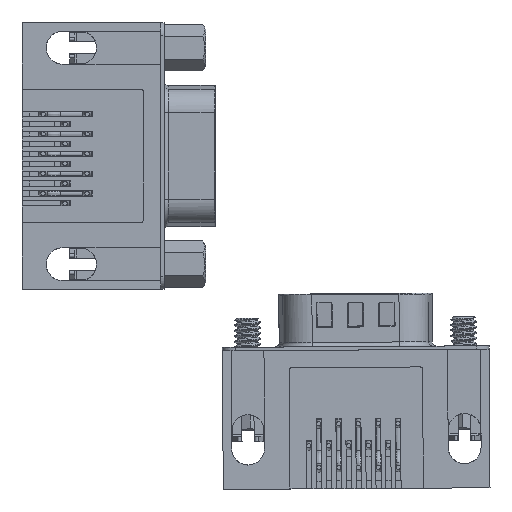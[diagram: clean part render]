
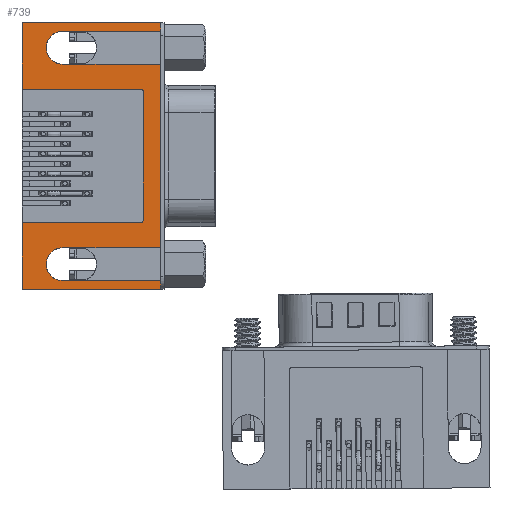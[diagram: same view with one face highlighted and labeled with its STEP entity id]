
A CAD part, front view. The second image highlights one B-rep face of the part: STEP entity #739.
In plain terms, the highlighted free-form (B-spline) face has degree [1, 1] with [2, 2] control points.
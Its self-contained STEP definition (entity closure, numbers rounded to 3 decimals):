
#391 = VERTEX_POINT('',#392);
#392 = CARTESIAN_POINT('',(-19.881,0.,
    9.568));
#397 = EDGE_CURVE('',#398,#391,#400,.T.);
#398 = VERTEX_POINT('',#399);
#399 = CARTESIAN_POINT('',(-19.881,0.,
    19.136));
#400 = B_SPLINE_CURVE_WITH_KNOTS('',1,(#401,#402),.UNSPECIFIED.,.F.,.F.,
  (2,2),(0.,7.7),.PIECEWISE_BEZIER_KNOTS.);
#401 = CARTESIAN_POINT('',(-19.881,0.,
    19.136));
#402 = CARTESIAN_POINT('',(-19.881,0.,
    9.568));
#519 = VERTEX_POINT('',#520);
#520 = CARTESIAN_POINT('',(-19.881,0.,
    -19.136));
#525 = EDGE_CURVE('',#526,#519,#528,.T.);
#526 = VERTEX_POINT('',#527);
#527 = CARTESIAN_POINT('',(-19.881,0.,
    -9.568));
#528 = B_SPLINE_CURVE_WITH_KNOTS('',1,(#529,#530),.UNSPECIFIED.,.F.,.F.,
  (2,2),(23.1,30.8),.PIECEWISE_BEZIER_KNOTS.);
#529 = CARTESIAN_POINT('',(-19.881,0.,
    -9.568));
#530 = CARTESIAN_POINT('',(-19.881,0.,
    -19.136));
#563 = VERTEX_POINT('',#564);
#564 = CARTESIAN_POINT('',(0.,0.,19.136));
#569 = EDGE_CURVE('',#563,#570,#572,.T.);
#570 = VERTEX_POINT('',#571);
#571 = CARTESIAN_POINT('',(0.,0.,17.893));
#572 = B_SPLINE_CURVE_WITH_KNOTS('',1,(#573,#574),.UNSPECIFIED.,.F.,.F.,
  (2,2),(0.,1.),.PIECEWISE_BEZIER_KNOTS.);
#573 = CARTESIAN_POINT('',(0.,0.,19.136));
#574 = CARTESIAN_POINT('',(0.,0.,17.893));
#591 = VERTEX_POINT('',#592);
#592 = CARTESIAN_POINT('',(0.,0.,13.171));
#597 = EDGE_CURVE('',#591,#598,#600,.T.);
#598 = VERTEX_POINT('',#599);
#599 = CARTESIAN_POINT('',(0.,0.,-13.171));
#600 = B_SPLINE_CURVE_WITH_KNOTS('',1,(#601,#602),.UNSPECIFIED.,.F.,.F.,
  (2,2),(4.8,26.),.PIECEWISE_BEZIER_KNOTS.);
#601 = CARTESIAN_POINT('',(0.,0.,13.171));
#602 = CARTESIAN_POINT('',(0.,0.,-13.171));
#619 = VERTEX_POINT('',#620);
#620 = CARTESIAN_POINT('',(0.,0.,-17.893));
#625 = EDGE_CURVE('',#619,#626,#628,.T.);
#626 = VERTEX_POINT('',#627);
#627 = CARTESIAN_POINT('',(0.,0.,-19.136));
#628 = B_SPLINE_CURVE_WITH_KNOTS('',1,(#629,#630),.UNSPECIFIED.,.F.,.F.,
  (2,2),(29.8,30.8),.PIECEWISE_BEZIER_KNOTS.);
#629 = CARTESIAN_POINT('',(0.,0.,-17.893));
#630 = CARTESIAN_POINT('',(0.,0.,-19.136));
#739 = ADVANCED_FACE('',(#740),#836,.F.);
#740 = FACE_BOUND('',#741,.T.);
#741 = EDGE_LOOP('',(#742,#743,#750,#758,#765,#773,#778,#779,#784,#785,
    #792,#802,#807,#808,#815,#825,#830,#831));
#742 = ORIENTED_EDGE('',*,*,#397,.T.);
#743 = ORIENTED_EDGE('',*,*,#744,.F.);
#744 = EDGE_CURVE('',#745,#391,#747,.T.);
#745 = VERTEX_POINT('',#746);
#746 = CARTESIAN_POINT('',(-2.858,0.,
    9.568));
#747 = B_SPLINE_CURVE_WITH_KNOTS('',1,(#748,#749),.UNSPECIFIED.,.F.,.F.,
  (2,2),(-13.7,0.),.PIECEWISE_BEZIER_KNOTS.);
#748 = CARTESIAN_POINT('',(-2.858,0.,
    9.568));
#749 = CARTESIAN_POINT('',(-19.881,0.,
    9.568));
#750 = ORIENTED_EDGE('',*,*,#751,.T.);
#751 = EDGE_CURVE('',#745,#752,#754,.T.);
#752 = VERTEX_POINT('',#753);
#753 = CARTESIAN_POINT('',(-2.485,0.,
    9.195));
#754 = ( BOUNDED_CURVE() B_SPLINE_CURVE(2,(#755,#756,#757),
.UNSPECIFIED.,.F.,.F.) B_SPLINE_CURVE_WITH_KNOTS((3,3),(4.712,
6.283),.PIECEWISE_BEZIER_KNOTS.) CURVE() 
GEOMETRIC_REPRESENTATION_ITEM() RATIONAL_B_SPLINE_CURVE((1.,
0.707,1.)) REPRESENTATION_ITEM('') );
#755 = CARTESIAN_POINT('',(-2.858,0.,
    9.568));
#756 = CARTESIAN_POINT('',(-2.485,0.,
    9.568));
#757 = CARTESIAN_POINT('',(-2.485,0.,
    9.195));
#758 = ORIENTED_EDGE('',*,*,#759,.F.);
#759 = EDGE_CURVE('',#760,#752,#762,.T.);
#760 = VERTEX_POINT('',#761);
#761 = CARTESIAN_POINT('',(-2.485,0.,
    -9.195));
#762 = B_SPLINE_CURVE_WITH_KNOTS('',1,(#763,#764),.UNSPECIFIED.,.F.,.F.,
  (2,2),(0.3,15.1),.PIECEWISE_BEZIER_KNOTS.);
#763 = CARTESIAN_POINT('',(-2.485,0.,
    -9.195));
#764 = CARTESIAN_POINT('',(-2.485,0.,
    9.195));
#765 = ORIENTED_EDGE('',*,*,#766,.T.);
#766 = EDGE_CURVE('',#760,#767,#769,.T.);
#767 = VERTEX_POINT('',#768);
#768 = CARTESIAN_POINT('',(-2.858,0.,
    -9.568));
#769 = ( BOUNDED_CURVE() B_SPLINE_CURVE(2,(#770,#771,#772),
.UNSPECIFIED.,.F.,.F.) B_SPLINE_CURVE_WITH_KNOTS((3,3),(0.,
1.571),.PIECEWISE_BEZIER_KNOTS.) CURVE() 
GEOMETRIC_REPRESENTATION_ITEM() RATIONAL_B_SPLINE_CURVE((1.,
0.707,1.)) REPRESENTATION_ITEM('') );
#770 = CARTESIAN_POINT('',(-2.485,0.,
    -9.195));
#771 = CARTESIAN_POINT('',(-2.485,0.,
    -9.568));
#772 = CARTESIAN_POINT('',(-2.858,0.,
    -9.568));
#773 = ORIENTED_EDGE('',*,*,#774,.F.);
#774 = EDGE_CURVE('',#526,#767,#775,.T.);
#775 = B_SPLINE_CURVE_WITH_KNOTS('',1,(#776,#777),.UNSPECIFIED.,.F.,.F.,
  (2,2),(0.,13.7),.PIECEWISE_BEZIER_KNOTS.);
#776 = CARTESIAN_POINT('',(-19.881,0.,
    -9.568));
#777 = CARTESIAN_POINT('',(-2.858,0.,
    -9.568));
#778 = ORIENTED_EDGE('',*,*,#525,.T.);
#779 = ORIENTED_EDGE('',*,*,#780,.T.);
#780 = EDGE_CURVE('',#519,#626,#781,.T.);
#781 = B_SPLINE_CURVE_WITH_KNOTS('',1,(#782,#783),.UNSPECIFIED.,.F.,.F.,
  (2,2),(-16.,0.),.PIECEWISE_BEZIER_KNOTS.);
#782 = CARTESIAN_POINT('',(-19.881,0.,
    -19.136));
#783 = CARTESIAN_POINT('',(0.,0.,-19.136));
#784 = ORIENTED_EDGE('',*,*,#625,.F.);
#785 = ORIENTED_EDGE('',*,*,#786,.T.);
#786 = EDGE_CURVE('',#619,#787,#789,.T.);
#787 = VERTEX_POINT('',#788);
#788 = CARTESIAN_POINT('',(-14.041,0.,
    -17.893));
#789 = B_SPLINE_CURVE_WITH_KNOTS('',1,(#790,#791),.UNSPECIFIED.,.F.,.F.,
  (2,2),(-11.3,0.),.PIECEWISE_BEZIER_KNOTS.);
#790 = CARTESIAN_POINT('',(0.,0.,
    -17.893));
#791 = CARTESIAN_POINT('',(-14.041,0.,
    -17.893));
#792 = ORIENTED_EDGE('',*,*,#793,.T.);
#793 = EDGE_CURVE('',#787,#794,#796,.T.);
#794 = VERTEX_POINT('',#795);
#795 = CARTESIAN_POINT('',(-14.041,0.,
    -13.171));
#796 = ( BOUNDED_CURVE() B_SPLINE_CURVE(2,(#797,#798,#799,#800,#801),
.UNSPECIFIED.,.F.,.F.) B_SPLINE_CURVE_WITH_KNOTS((3,2,3),(1.571
,3.142,4.712),.PIECEWISE_BEZIER_KNOTS.) CURVE() 
GEOMETRIC_REPRESENTATION_ITEM() RATIONAL_B_SPLINE_CURVE((1.,
0.707,1.,0.707,1.)) REPRESENTATION_ITEM('') );
#797 = CARTESIAN_POINT('',(-14.041,0.,
    -17.893));
#798 = CARTESIAN_POINT('',(-16.402,0.,
    -17.893));
#799 = CARTESIAN_POINT('',(-16.402,0.,
    -15.532));
#800 = CARTESIAN_POINT('',(-16.402,0.,
    -13.171));
#801 = CARTESIAN_POINT('',(-14.041,0.,
    -13.171));
#802 = ORIENTED_EDGE('',*,*,#803,.T.);
#803 = EDGE_CURVE('',#794,#598,#804,.T.);
#804 = B_SPLINE_CURVE_WITH_KNOTS('',1,(#805,#806),.UNSPECIFIED.,.F.,.F.,
  (2,2),(-11.3,0.),.PIECEWISE_BEZIER_KNOTS.);
#805 = CARTESIAN_POINT('',(-14.041,0.,
    -13.171));
#806 = CARTESIAN_POINT('',(0.,0.,-13.171));
#807 = ORIENTED_EDGE('',*,*,#597,.F.);
#808 = ORIENTED_EDGE('',*,*,#809,.F.);
#809 = EDGE_CURVE('',#810,#591,#812,.T.);
#810 = VERTEX_POINT('',#811);
#811 = CARTESIAN_POINT('',(-14.041,0.,
    13.171));
#812 = B_SPLINE_CURVE_WITH_KNOTS('',1,(#813,#814),.UNSPECIFIED.,.F.,.F.,
  (2,2),(-11.3,0.),.PIECEWISE_BEZIER_KNOTS.);
#813 = CARTESIAN_POINT('',(-14.041,0.,
    13.171));
#814 = CARTESIAN_POINT('',(0.,0.,13.171));
#815 = ORIENTED_EDGE('',*,*,#816,.F.);
#816 = EDGE_CURVE('',#817,#810,#819,.T.);
#817 = VERTEX_POINT('',#818);
#818 = CARTESIAN_POINT('',(-14.041,0.,
    17.893));
#819 = ( BOUNDED_CURVE() B_SPLINE_CURVE(2,(#820,#821,#822,#823,#824),
.UNSPECIFIED.,.F.,.F.) B_SPLINE_CURVE_WITH_KNOTS((3,2,3),(1.571
,3.142,4.712),.PIECEWISE_BEZIER_KNOTS.) CURVE() 
GEOMETRIC_REPRESENTATION_ITEM() RATIONAL_B_SPLINE_CURVE((1.,
0.707,1.,0.707,1.)) REPRESENTATION_ITEM('') );
#820 = CARTESIAN_POINT('',(-14.041,0.,
    17.893));
#821 = CARTESIAN_POINT('',(-16.402,0.,
    17.893));
#822 = CARTESIAN_POINT('',(-16.402,0.,
    15.532));
#823 = CARTESIAN_POINT('',(-16.402,0.,
    13.171));
#824 = CARTESIAN_POINT('',(-14.041,0.,
    13.171));
#825 = ORIENTED_EDGE('',*,*,#826,.F.);
#826 = EDGE_CURVE('',#570,#817,#827,.T.);
#827 = B_SPLINE_CURVE_WITH_KNOTS('',1,(#828,#829),.UNSPECIFIED.,.F.,.F.,
  (2,2),(-11.3,0.),.PIECEWISE_BEZIER_KNOTS.);
#828 = CARTESIAN_POINT('',(0.,0.,
    17.893));
#829 = CARTESIAN_POINT('',(-14.041,0.,
    17.893));
#830 = ORIENTED_EDGE('',*,*,#569,.F.);
#831 = ORIENTED_EDGE('',*,*,#832,.F.);
#832 = EDGE_CURVE('',#398,#563,#833,.T.);
#833 = B_SPLINE_CURVE_WITH_KNOTS('',1,(#834,#835),.UNSPECIFIED.,.F.,.F.,
  (2,2),(-16.,0.),.PIECEWISE_BEZIER_KNOTS.);
#834 = CARTESIAN_POINT('',(-19.881,0.,
    19.136));
#835 = CARTESIAN_POINT('',(0.,0.,19.136));
#836 = B_SPLINE_SURFACE_WITH_KNOTS('',1,1,(
    (#837,#838)
    ,(#839,#840
    )),.UNSPECIFIED.,.F.,.F.,.F.,(2,2),(2,2),(-16.,0.),(0.,30.8),
  .PIECEWISE_BEZIER_KNOTS.);
#837 = CARTESIAN_POINT('',(-19.881,0.,
    19.136));
#838 = CARTESIAN_POINT('',(-19.881,0.,
    -19.136));
#839 = CARTESIAN_POINT('',(0.,0.,19.136));
#840 = CARTESIAN_POINT('',(0.,0.,-19.136));
